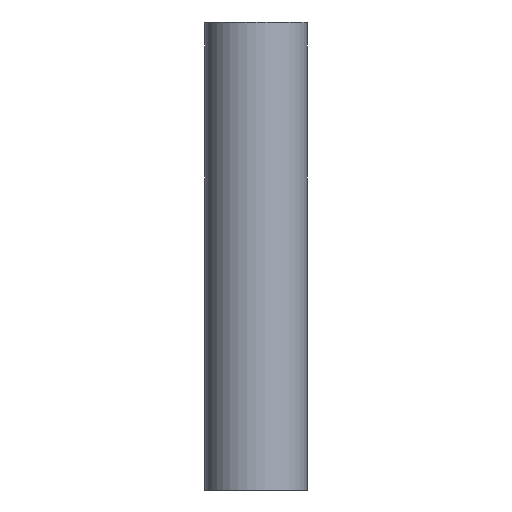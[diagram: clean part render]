
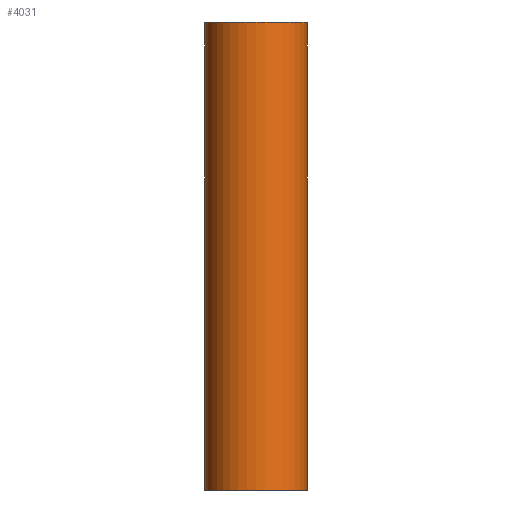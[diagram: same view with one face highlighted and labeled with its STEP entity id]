
A CAD part, front view. The second image highlights one B-rep face of the part: STEP entity #4031.
In plain terms, the highlighted cylindrical face has radius 11.5 mm (diameter 23 mm), a partial arc.
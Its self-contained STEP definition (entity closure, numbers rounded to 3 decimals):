
#3969 = VERTEX_POINT ( 'NONE', #8827 ) ;
#3973 = VERTEX_POINT ( 'NONE', #8801 ) ;
#3986 = EDGE_LOOP ( 'NONE', ( #4012, #4055, #4149, #4071 ) ) ;
#4012 = ORIENTED_EDGE ( 'NONE', *, *, #4013, .F. ) ;
#4013 = EDGE_CURVE ( 'NONE', #3973, #3969, #9044, .T. ) ;
#4031 = ADVANCED_FACE ( 'NONE', ( #9052 ), #9092, .T. ) ;
#4032 = EDGE_CURVE ( 'NONE', #3973, #4118, #9050, .T. ) ;
#4055 = ORIENTED_EDGE ( 'NONE', *, *, #4032, .T. ) ;
#4063 = EDGE_CURVE ( 'NONE', #3969, #4152, #9101, .T. ) ;
#4071 = ORIENTED_EDGE ( 'NONE', *, *, #4063, .F. ) ;
#4101 = EDGE_CURVE ( 'NONE', #4118, #4152, #9238, .T. ) ;
#4118 = VERTEX_POINT ( 'NONE', #9390 ) ;
#4149 = ORIENTED_EDGE ( 'NONE', *, *, #4101, .T. ) ;
#4152 = VERTEX_POINT ( 'NONE', #9439 ) ;
#8801 = CARTESIAN_POINT ( 'NONE',  ( -11.5, 0., -105. ) ) ;
#8827 = CARTESIAN_POINT ( 'NONE',  ( -11.5, 0., 0. ) ) ;
#8975 = CARTESIAN_POINT ( 'NONE',  ( -11.5, 0., -105. ) ) ;
#9037 = DIRECTION ( 'NONE',  ( 0., 0., 1. ) ) ;
#9038 = VECTOR ( 'NONE', #9037, 1000. ) ;
#9044 = LINE ( 'NONE', #8975, #9038 ) ;
#9050 = CIRCLE ( 'NONE', #9106, 11.5 ) ;
#9051 = CARTESIAN_POINT ( 'NONE',  ( 0., 0., -105. ) ) ;
#9052 = FACE_OUTER_BOUND ( 'NONE', #3986, .T. ) ;
#9056 = AXIS2_PLACEMENT_3D ( 'NONE', #9051, #9104, #9081 ) ;
#9081 = DIRECTION ( 'NONE',  ( 1., 0., 0. ) ) ;
#9092 = CYLINDRICAL_SURFACE ( 'NONE', #9056, 11.5 ) ;
#9101 = CIRCLE ( 'NONE', #9145, 11.5 ) ;
#9104 = DIRECTION ( 'NONE',  ( 0., 0., 1. ) ) ;
#9106 = AXIS2_PLACEMENT_3D ( 'NONE', #9107, #9111, #9136 ) ;
#9107 = CARTESIAN_POINT ( 'NONE',  ( 0., 0., -105. ) ) ;
#9111 = DIRECTION ( 'NONE',  ( 0., 0., 1. ) ) ;
#9136 = DIRECTION ( 'NONE',  ( 1., 0., 0. ) ) ;
#9145 = AXIS2_PLACEMENT_3D ( 'NONE', #9154, #9150, #9162 ) ;
#9150 = DIRECTION ( 'NONE',  ( 0., 0., 1. ) ) ;
#9154 = CARTESIAN_POINT ( 'NONE',  ( 0., 0., 0. ) ) ;
#9162 = DIRECTION ( 'NONE',  ( 1., 0., 0. ) ) ;
#9188 = DIRECTION ( 'NONE',  ( 0., 0., 1. ) ) ;
#9189 = VECTOR ( 'NONE', #9188, 1000. ) ;
#9190 = CARTESIAN_POINT ( 'NONE',  ( 11.5, 0., -105. ) ) ;
#9238 = LINE ( 'NONE', #9190, #9189 ) ;
#9390 = CARTESIAN_POINT ( 'NONE',  ( 11.5, 0., -105. ) ) ;
#9439 = CARTESIAN_POINT ( 'NONE',  ( 11.5, 0., 0. ) ) ;
